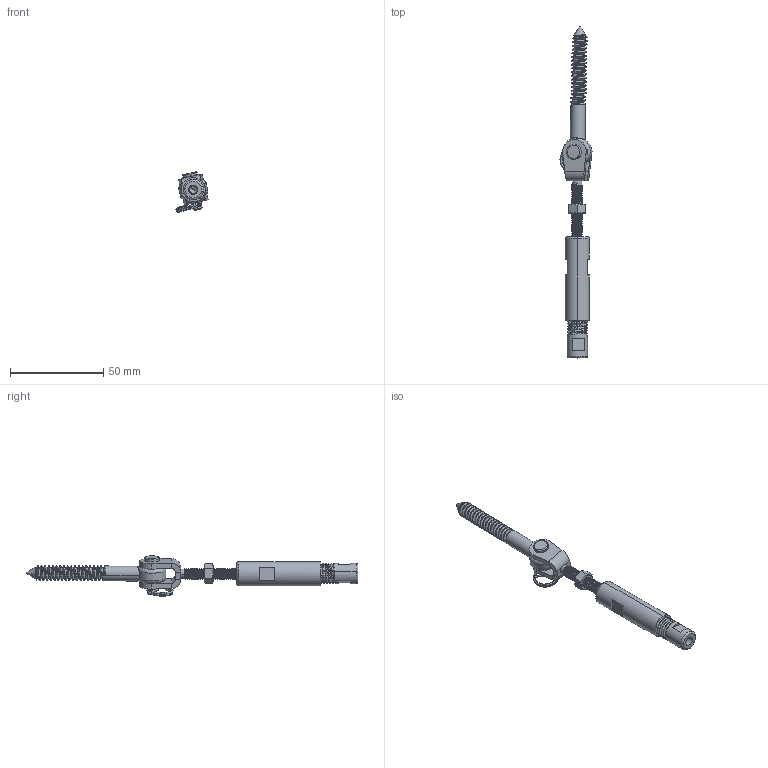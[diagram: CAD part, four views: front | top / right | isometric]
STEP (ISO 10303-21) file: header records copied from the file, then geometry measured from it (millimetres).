
FILE_DESCRIPTION (( 'STEP AP214' ), '1' );
FILE_NAME ('0069.01.05.STEP', '2023-04-20T09:34:09', ( '' ), ( '' ), 'SwSTEP 2.0', 'SolidWorks 2023', '' );
FILE_SCHEMA (( 'AUTOMOTIVE_DESIGN' ));
Length unit declared in the file: millimetre
Products named in the file (9): 0069.01.009; 0069.01.017; 0069.01.008; 0069.01.016; 0069.01.015; 0069.01.014; 0069.01.010; M6 Moer, A4; 0069.01.05
Assembly tree (8 placements, depth 2):
  0069.01.05
    0069.01.008
    0069.01.010
    0069.01.009
    0069.01.014
    0069.01.015
    M6 Moer, A4
    0069.01.016
    0069.01.017
Bounding box: 17.19 x 177.98 x 21.63 mm (x, y, z)
Volume: 12610.9 mm3; surface area: 12866.5 mm2
Topology: 10 solids, 10 shells, 441 faces, 1202 edges, 774 vertices
Faces by surface type: cylinder 297, plane 63, bspline 32, cone 32, torus 17
Entity records: 42269 total; most frequent: CARTESIAN_POINT 32585, ORIENTED_EDGE 2392, DIRECTION 1554, EDGE_CURVE 1196, VERTEX_POINT 774, AXIS2_PLACEMENT_3D 579, EDGE_LOOP 458, FACE_OUTER_BOUND 441
